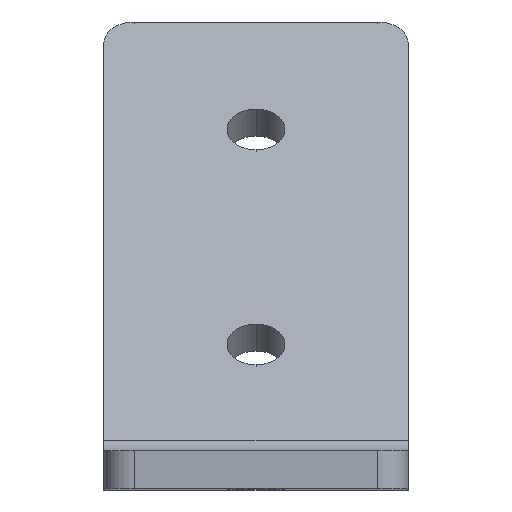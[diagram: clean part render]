
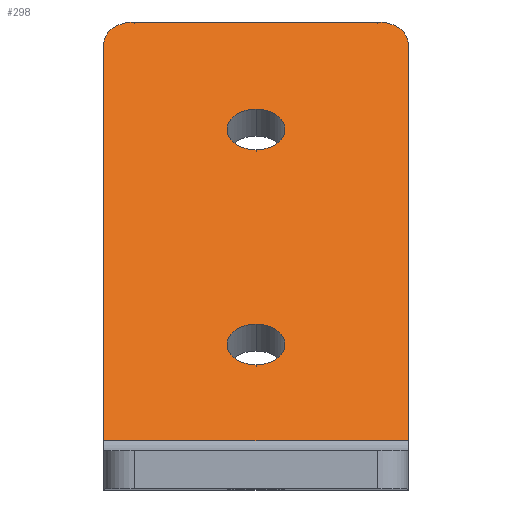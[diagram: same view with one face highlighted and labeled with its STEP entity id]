
A CAD part, top view. The second image highlights one B-rep face of the part: STEP entity #298.
In plain terms, the highlighted planar face has unit normal (0, 0.707, 0.707).
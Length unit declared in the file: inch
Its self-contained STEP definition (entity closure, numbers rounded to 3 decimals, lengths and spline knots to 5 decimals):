
#3 = ORIENTED_EDGE ( 'NONE', *, *, #354, .T. ) ;
#8 = VERTEX_POINT ( 'NONE', #45 ) ;
#13 = DIRECTION ( 'NONE',  ( -1., 0., 0. ) ) ;
#16 = DIRECTION ( 'NONE',  ( 0., -0.707, 0.707 ) ) ;
#20 = CIRCLE ( 'NONE', #123, 0.095 ) ;
#26 = CARTESIAN_POINT ( 'NONE',  ( 1., 0.16161, -2.03661 ) ) ;
#30 = EDGE_CURVE ( 'NONE', #588, #723, #615, .T. ) ;
#41 = DIRECTION ( 'NONE',  ( 0., -0.707, 0.707 ) ) ;
#45 = CARTESIAN_POINT ( 'NONE',  ( 0.5, 1.25284, -3.12784 ) ) ;
#46 = LINE ( 'NONE', #454, #491 ) ;
#77 = EDGE_CURVE ( 'NONE', #237, #674, #163, .T. ) ;
#86 = CARTESIAN_POINT ( 'NONE',  ( 0.5, 0.47855, -2.35355 ) ) ;
#87 = AXIS2_PLACEMENT_3D ( 'NONE', #321, #185, #452 ) ;
#93 = CARTESIAN_POINT ( 'NONE',  ( 0.5, 0.54573, -2.42073 ) ) ;
#97 = EDGE_LOOP ( 'NONE', ( #317, #124, #114, #335, #208, #473 ) ) ;
#98 = DIRECTION ( 'NONE',  ( 0., -0.707, -0.707 ) ) ;
#99 = DIRECTION ( 'NONE',  ( 0., 0.707, -0.707 ) ) ;
#103 = VECTOR ( 'NONE', #640, 39.37008 ) ;
#114 = ORIENTED_EDGE ( 'NONE', *, *, #400, .T. ) ;
#122 = FACE_BOUND ( 'NONE', #711, .T. ) ;
#123 = AXIS2_PLACEMENT_3D ( 'NONE', #86, #498, #16 ) ;
#124 = ORIENTED_EDGE ( 'NONE', *, *, #77, .T. ) ;
#134 = CARTESIAN_POINT ( 'NONE',  ( 0., 1.4685, -3.3435 ) ) ;
#153 = CARTESIAN_POINT ( 'NONE',  ( 0.5, 0.47855, -2.35355 ) ) ;
#163 = CIRCLE ( 'NONE', #87, 0.1 ) ;
#168 = DIRECTION ( 'NONE',  ( 0., 0.707, -0.707 ) ) ;
#182 = DIRECTION ( 'NONE',  ( 0., -0.707, 0.707 ) ) ;
#185 = DIRECTION ( 'NONE',  ( 0., 0.707, 0.707 ) ) ;
#196 = DIRECTION ( 'NONE',  ( 0., 0.707, 0.707 ) ) ;
#205 = EDGE_CURVE ( 'NONE', #770, #803, #697, .T. ) ;
#208 = ORIENTED_EDGE ( 'NONE', *, *, #780, .F. ) ;
#210 = AXIS2_PLACEMENT_3D ( 'NONE', #584, #330, #333 ) ;
#212 = VERTEX_POINT ( 'NONE', #93 ) ;
#235 = AXIS2_PLACEMENT_3D ( 'NONE', #153, #98, #709 ) ;
#237 = VERTEX_POINT ( 'NONE', #506 ) ;
#241 = CARTESIAN_POINT ( 'NONE',  ( 0.5, 1.18566, -3.06066 ) ) ;
#244 = EDGE_CURVE ( 'NONE', #770, #237, #439, .T. ) ;
#254 = DIRECTION ( 'NONE',  ( 0., -0.707, 0.707 ) ) ;
#298 = ADVANCED_FACE ( 'NONE', ( #122, #465, #782 ), #789, .T. ) ;
#317 = ORIENTED_EDGE ( 'NONE', *, *, #244, .T. ) ;
#321 = CARTESIAN_POINT ( 'NONE',  ( 0.9, 1.4685, -3.3435 ) ) ;
#323 = CARTESIAN_POINT ( 'NONE',  ( 1., 0.08839, -1.96339 ) ) ;
#330 = DIRECTION ( 'NONE',  ( 0., 0.707, 0.707 ) ) ;
#333 = DIRECTION ( 'NONE',  ( 0., -0.707, 0.707 ) ) ;
#335 = ORIENTED_EDGE ( 'NONE', *, *, #30, .T. ) ;
#354 = EDGE_CURVE ( 'NONE', #731, #8, #710, .T. ) ;
#384 = CARTESIAN_POINT ( 'NONE',  ( 0., 0.16161, -2.03661 ) ) ;
#400 = EDGE_CURVE ( 'NONE', #674, #588, #488, .T. ) ;
#414 = CIRCLE ( 'NONE', #676, 0.095 ) ;
#433 = ORIENTED_EDGE ( 'NONE', *, *, #486, .T. ) ;
#439 = LINE ( 'NONE', #703, #783 ) ;
#443 = DIRECTION ( 'NONE',  ( 0., -0.707, -0.707 ) ) ;
#452 = DIRECTION ( 'NONE',  ( 0., -0.707, 0.707 ) ) ;
#454 = CARTESIAN_POINT ( 'NONE',  ( 0., 0.08839, -1.96339 ) ) ;
#463 = CARTESIAN_POINT ( 'NONE',  ( 0.5, 1.18566, -3.06066 ) ) ;
#465 = FACE_BOUND ( 'NONE', #657, .T. ) ;
#473 = ORIENTED_EDGE ( 'NONE', *, *, #205, .F. ) ;
#485 = EDGE_CURVE ( 'NONE', #540, #212, #20, .T. ) ;
#486 = EDGE_CURVE ( 'NONE', #212, #540, #613, .T. ) ;
#488 = LINE ( 'NONE', #647, #103 ) ;
#491 = VECTOR ( 'NONE', #168, 39.37008 ) ;
#498 = DIRECTION ( 'NONE',  ( 0., -0.707, -0.707 ) ) ;
#506 = CARTESIAN_POINT ( 'NONE',  ( 1., 1.4685, -3.3435 ) ) ;
#524 = AXIS2_PLACEMENT_3D ( 'NONE', #463, #651, #41 ) ;
#540 = VERTEX_POINT ( 'NONE', #817 ) ;
#549 = CARTESIAN_POINT ( 'NONE',  ( 0.9, 1.53921, -3.41421 ) ) ;
#555 = AXIS2_PLACEMENT_3D ( 'NONE', #323, #196, #182 ) ;
#584 = CARTESIAN_POINT ( 'NONE',  ( 0.1, 1.4685, -3.3435 ) ) ;
#588 = VERTEX_POINT ( 'NONE', #767 ) ;
#613 = CIRCLE ( 'NONE', #235, 0.095 ) ;
#615 = CIRCLE ( 'NONE', #210, 0.1 ) ;
#640 = DIRECTION ( 'NONE',  ( -1., 0., 0. ) ) ;
#647 = CARTESIAN_POINT ( 'NONE',  ( 1., 1.53921, -3.41421 ) ) ;
#651 = DIRECTION ( 'NONE',  ( 0., -0.707, -0.707 ) ) ;
#657 = EDGE_LOOP ( 'NONE', ( #735, #433 ) ) ;
#674 = VERTEX_POINT ( 'NONE', #549 ) ;
#676 = AXIS2_PLACEMENT_3D ( 'NONE', #241, #443, #254 ) ;
#697 = LINE ( 'NONE', #26, #846 ) ;
#703 = CARTESIAN_POINT ( 'NONE',  ( 1., 0.08839, -1.96339 ) ) ;
#709 = DIRECTION ( 'NONE',  ( 0., -0.707, 0.707 ) ) ;
#710 = CIRCLE ( 'NONE', #524, 0.095 ) ;
#711 = EDGE_LOOP ( 'NONE', ( #3, #856 ) ) ;
#723 = VERTEX_POINT ( 'NONE', #134 ) ;
#731 = VERTEX_POINT ( 'NONE', #811 ) ;
#735 = ORIENTED_EDGE ( 'NONE', *, *, #485, .T. ) ;
#767 = CARTESIAN_POINT ( 'NONE',  ( 0.1, 1.53921, -3.41421 ) ) ;
#770 = VERTEX_POINT ( 'NONE', #854 ) ;
#780 = EDGE_CURVE ( 'NONE', #803, #723, #46, .T. ) ;
#782 = FACE_OUTER_BOUND ( 'NONE', #97, .T. ) ;
#783 = VECTOR ( 'NONE', #99, 39.37008 ) ;
#789 = PLANE ( 'NONE',  #555 ) ;
#803 = VERTEX_POINT ( 'NONE', #384 ) ;
#811 = CARTESIAN_POINT ( 'NONE',  ( 0.5, 1.11849, -2.99349 ) ) ;
#817 = CARTESIAN_POINT ( 'NONE',  ( 0.5, 0.41138, -2.28638 ) ) ;
#846 = VECTOR ( 'NONE', #13, 39.37008 ) ;
#854 = CARTESIAN_POINT ( 'NONE',  ( 1., 0.16161, -2.03661 ) ) ;
#856 = ORIENTED_EDGE ( 'NONE', *, *, #860, .T. ) ;
#860 = EDGE_CURVE ( 'NONE', #8, #731, #414, .T. ) ;
